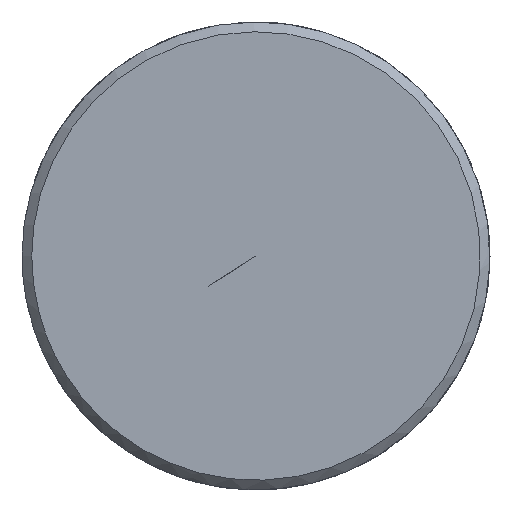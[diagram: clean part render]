
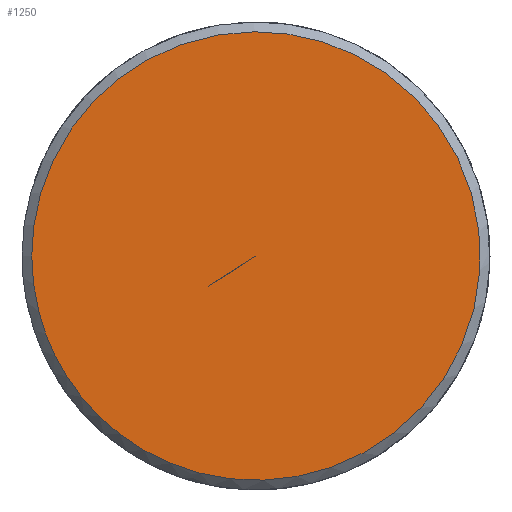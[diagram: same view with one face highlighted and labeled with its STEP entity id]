
A CAD part, left-side view. The second image highlights one B-rep face of the part: STEP entity #1250.
In plain terms, the highlighted free-form (B-spline) face has degree [5, 1] with [6, 2] control points.
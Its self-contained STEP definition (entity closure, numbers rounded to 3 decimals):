
#1178 = CARTESIAN_POINT ('', (-84., 5.75, 0.));
#1179 = VERTEX_POINT ('', #1178);
#1187 = CARTESIAN_POINT ('', (-84., 5.75, 0.));
#1188 = CARTESIAN_POINT ('', (-84., 5.75, 23.));
#1189 = CARTESIAN_POINT ('', (-84., -17.25, 11.5));
#1190 = CARTESIAN_POINT ('', (-84., -17.25, -11.5));
#1191 = CARTESIAN_POINT ('', (-84., 5.75, -23.));
#1192 = CARTESIAN_POINT ('', (-84., 5.75, 0.));
#1193 = (
   BOUNDED_CURVE ()
   B_SPLINE_CURVE (5, (#1187, #1188, #1189, #1190, #1191, #1192), .UNSPECIFIED., .T., .U.)
   B_SPLINE_CURVE_WITH_KNOTS ((6, 6), (0., 1.), .UNSPECIFIED.)
   CURVE ()
   GEOMETRIC_REPRESENTATION_ITEM ()
   RATIONAL_B_SPLINE_CURVE ((5., 1., 1., 1., 1., 5.))
   REPRESENTATION_ITEM ('')
);
#1194 = EDGE_CURVE ('', #1179, #1179, #1193, .T.);
#1226 = CARTESIAN_POINT ('', (-84., 0., 0.));
#1227 = VERTEX_POINT ('', #1226);
#1228 = CARTESIAN_POINT ('', (-84., 0., 0.));
#1229 = CARTESIAN_POINT ('', (-84., 5.75, 0.));
#1230 = B_SPLINE_CURVE_WITH_KNOTS ('', 1, (#1228, #1229), .UNSPECIFIED., .F., .U., (2, 2), (0., 1.), .UNSPECIFIED.);
#1231 = EDGE_CURVE ('', #1227, #1179, #1230, .T.);
#1232 = ORIENTED_EDGE ('', *, *, #1231, .F.);
#1233 = ORIENTED_EDGE ('', *, *, #1231, .T.);
#1234 = ORIENTED_EDGE ('', *, *, #1194, .F.);
#1235 = EDGE_LOOP ('', (#1232, #1233, #1234));
#1236 = FACE_OUTER_BOUND ('', #1235, .T.);
#1237 = CARTESIAN_POINT ('', (-84., 0., 0.));
#1238 = CARTESIAN_POINT ('', (-84., 5.75, 0.));
#1239 = CARTESIAN_POINT ('', (-84., 0., 0.));
#1240 = CARTESIAN_POINT ('', (-84., 5.75, 23.));
#1241 = CARTESIAN_POINT ('', (-84., 0., 0.));
#1242 = CARTESIAN_POINT ('', (-84., -17.25, 11.5));
#1243 = CARTESIAN_POINT ('', (-84., 0., 0.));
#1244 = CARTESIAN_POINT ('', (-84., -17.25, -11.5));
#1245 = CARTESIAN_POINT ('', (-84., 0., 0.));
#1246 = CARTESIAN_POINT ('', (-84., 5.75, -23.));
#1247 = CARTESIAN_POINT ('', (-84., 0., 0.));
#1248 = CARTESIAN_POINT ('', (-84., 5.75, 0.));
#1249 = (
   BOUNDED_SURFACE ()
   B_SPLINE_SURFACE (5, 1, ((#1237, #1238), (#1239, #1240), (#1241, #1242), (#1243, #1244), (#1245, #1246), (#1247, #1248)), .UNSPECIFIED., .T., .F., .U.)
   B_SPLINE_SURFACE_WITH_KNOTS ((6, 6), (2, 2), (0., 1.), (0., 1.), .UNSPECIFIED.)
   SURFACE ()
   GEOMETRIC_REPRESENTATION_ITEM ()
   RATIONAL_B_SPLINE_SURFACE (((5., 5.), (1., 1.), (1., 1.), (1., 1.), (1., 1.), (5., 5.)))
   REPRESENTATION_ITEM ('')
);
#1250 = ADVANCED_FACE ('', (#1236), #1249, .T.);
